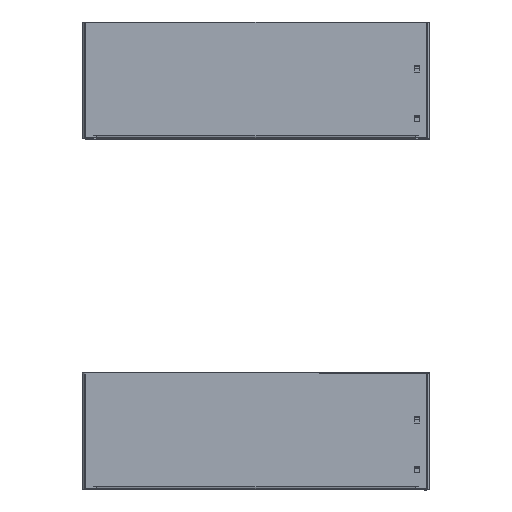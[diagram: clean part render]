
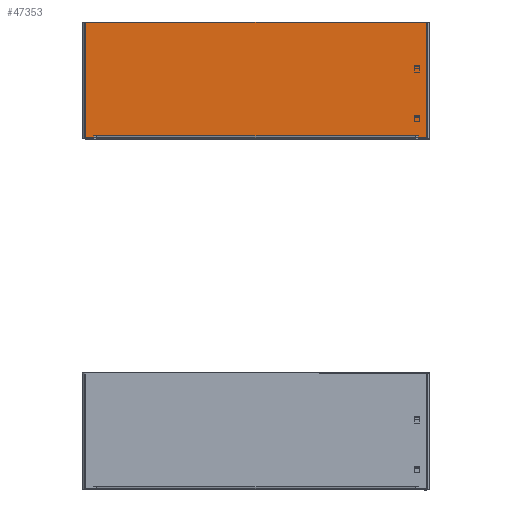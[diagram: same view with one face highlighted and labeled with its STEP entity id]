
A CAD part, left-side view. The second image highlights one B-rep face of the part: STEP entity #47353.
In plain terms, the highlighted planar face has unit normal (-1, 0, 0).
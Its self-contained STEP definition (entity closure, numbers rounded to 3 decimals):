
#2149=FACE_OUTER_BOUND('',#4721,.T.);
#4721=EDGE_LOOP('',(#29591,#29592,#29593,#29594,#29595,#29596,#29597,#29598,
#29599,#29600));
#7539=LINE('',#66299,#13007);
#7543=LINE('',#66308,#13011);
#7604=LINE('',#66499,#13072);
#7605=LINE('',#66500,#13073);
#7606=LINE('',#66501,#13074);
#7607=LINE('',#66503,#13075);
#7608=LINE('',#66505,#13076);
#7609=LINE('',#66507,#13077);
#7610=LINE('',#66509,#13078);
#7611=LINE('',#66510,#13079);
#13007=VECTOR('',#53596,10.);
#13011=VECTOR('',#53602,10.);
#13072=VECTOR('',#53759,10.);
#13073=VECTOR('',#53760,10.);
#13074=VECTOR('',#53761,10.);
#13075=VECTOR('',#53762,10.);
#13076=VECTOR('',#53763,10.);
#13077=VECTOR('',#53764,10.);
#13078=VECTOR('',#53765,10.);
#13079=VECTOR('',#53766,10.);
#18467=VERTEX_POINT('',#66296);
#18468=VERTEX_POINT('',#66298);
#18471=VERTEX_POINT('',#66305);
#18472=VERTEX_POINT('',#66307);
#18553=VERTEX_POINT('',#66497);
#18554=VERTEX_POINT('',#66498);
#18555=VERTEX_POINT('',#66502);
#18556=VERTEX_POINT('',#66504);
#18557=VERTEX_POINT('',#66506);
#18558=VERTEX_POINT('',#66508);
#22787=EDGE_CURVE('',#18467,#18468,#7539,.T.);
#22791=EDGE_CURVE('',#18471,#18472,#7543,.T.);
#22882=EDGE_CURVE('',#18553,#18554,#7604,.T.);
#22883=EDGE_CURVE('',#18468,#18553,#7605,.T.);
#22884=EDGE_CURVE('',#18472,#18467,#7606,.T.);
#22885=EDGE_CURVE('',#18471,#18555,#7607,.T.);
#22886=EDGE_CURVE('',#18555,#18556,#7608,.T.);
#22887=EDGE_CURVE('',#18557,#18556,#7609,.T.);
#22888=EDGE_CURVE('',#18557,#18558,#7610,.T.);
#22889=EDGE_CURVE('',#18554,#18558,#7611,.T.);
#29591=ORIENTED_EDGE('',*,*,#22882,.F.);
#29592=ORIENTED_EDGE('',*,*,#22883,.F.);
#29593=ORIENTED_EDGE('',*,*,#22787,.F.);
#29594=ORIENTED_EDGE('',*,*,#22884,.F.);
#29595=ORIENTED_EDGE('',*,*,#22791,.F.);
#29596=ORIENTED_EDGE('',*,*,#22885,.T.);
#29597=ORIENTED_EDGE('',*,*,#22886,.T.);
#29598=ORIENTED_EDGE('',*,*,#22887,.F.);
#29599=ORIENTED_EDGE('',*,*,#22888,.T.);
#29600=ORIENTED_EDGE('',*,*,#22889,.F.);
#42849=PLANE('',#49978);
#47353=ADVANCED_FACE('',(#2149),#42849,.T.);
#49978=AXIS2_PLACEMENT_3D('',#66496,#53757,#53758);
#53596=DIRECTION('',(0.,1.,0.));
#53602=DIRECTION('',(0.,1.,0.));
#53757=DIRECTION('center_axis',(-1.,0.,0.));
#53758=DIRECTION('ref_axis',(0.,-1.,0.));
#53759=DIRECTION('',(0.,1.,0.));
#53760=DIRECTION('',(0.,0.,-1.));
#53761=DIRECTION('',(0.,1.,0.));
#53762=DIRECTION('',(0.,0.,-1.));
#53763=DIRECTION('',(0.,-1.,0.));
#53764=DIRECTION('',(0.,0.,-1.));
#53765=DIRECTION('',(0.,1.,0.));
#53766=DIRECTION('',(0.,0.,1.));
#66296=CARTESIAN_POINT('',(-533.9,-26.1,-182.675));
#66298=CARTESIAN_POINT('',(-533.9,-23.7,-182.675));
#66299=CARTESIAN_POINT('',(-533.9,-26.1,-182.675));
#66305=CARTESIAN_POINT('',(-533.9,-273.3,-182.675));
#66307=CARTESIAN_POINT('',(-533.9,-270.9,-182.675));
#66308=CARTESIAN_POINT('',(-533.9,-273.3,-182.675));
#66496=CARTESIAN_POINT('Origin',(-533.9,-148.5,-140.375));
#66497=CARTESIAN_POINT('',(-533.9,-23.7,-184.675));
#66498=CARTESIAN_POINT('',(-533.9,-17.5,-184.675));
#66499=CARTESIAN_POINT('',(-533.9,-23.7,-184.675));
#66500=CARTESIAN_POINT('',(-533.9,-23.7,-182.125));
#66501=CARTESIAN_POINT('',(-533.9,-148.5,-182.675));
#66502=CARTESIAN_POINT('',(-533.9,-273.3,-184.675));
#66503=CARTESIAN_POINT('',(-533.9,-273.3,-182.125));
#66504=CARTESIAN_POINT('',(-533.9,-279.5,-184.675));
#66505=CARTESIAN_POINT('',(-533.9,-273.3,-184.675));
#66506=CARTESIAN_POINT('',(-533.9,-279.5,-95.175));
#66507=CARTESIAN_POINT('',(-533.9,-279.5,-162.525));
#66508=CARTESIAN_POINT('',(-533.9,-17.5,-95.175));
#66509=CARTESIAN_POINT('',(-533.9,-282.,-95.175));
#66510=CARTESIAN_POINT('',(-533.9,-17.5,-117.775));
